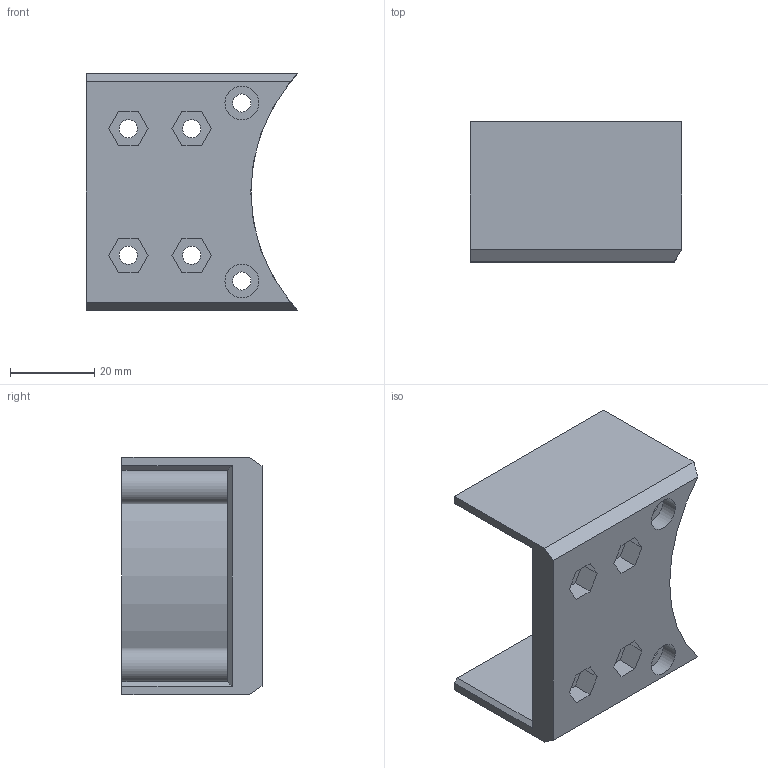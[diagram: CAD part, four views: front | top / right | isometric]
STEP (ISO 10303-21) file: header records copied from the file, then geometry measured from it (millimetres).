
FILE_DESCRIPTION(/* description */ (''),/* implementation_level */ '2;1');
FILE_NAME(/* name */ 'Fixed_Link_Fixation_Small.step',/* time_stamp */ '2025-04-08T01:57:13+02:00',/* author */ ('rocke'),/* organization */ (''),/* preprocessor_version */ 'ST-DEVELOPER v18.1',/* originating_system */ 'Autodesk Inventor 2021',/* authorisation */ '');
FILE_SCHEMA (('AUTOMOTIVE_DESIGN { 1 0 10303 214 3 1 1 }'));
Length unit declared in the file: millimetre
Products named in the file (1): Fixed_Link_Fixation_Small
Bounding box: 50.14 x 33.2 x 56.2 mm (x, y, z)
Volume: 30819.9 mm3; surface area: 15825.6 mm2
Topology: 1 solids, 1 shells, 59 faces, 153 edges, 104 vertices
Faces by surface type: plane 45, cylinder 14
Full cylindrical faces by diameter (mm): 4.3 x6, 7 x2, 8 x2
Entity records: 1878 total; most frequent: CARTESIAN_POINT 317, DIRECTION 311, ORIENTED_EDGE 306, EDGE_CURVE 153, LINE 115, VECTOR 115, VERTEX_POINT 104, AXIS2_PLACEMENT_3D 98
